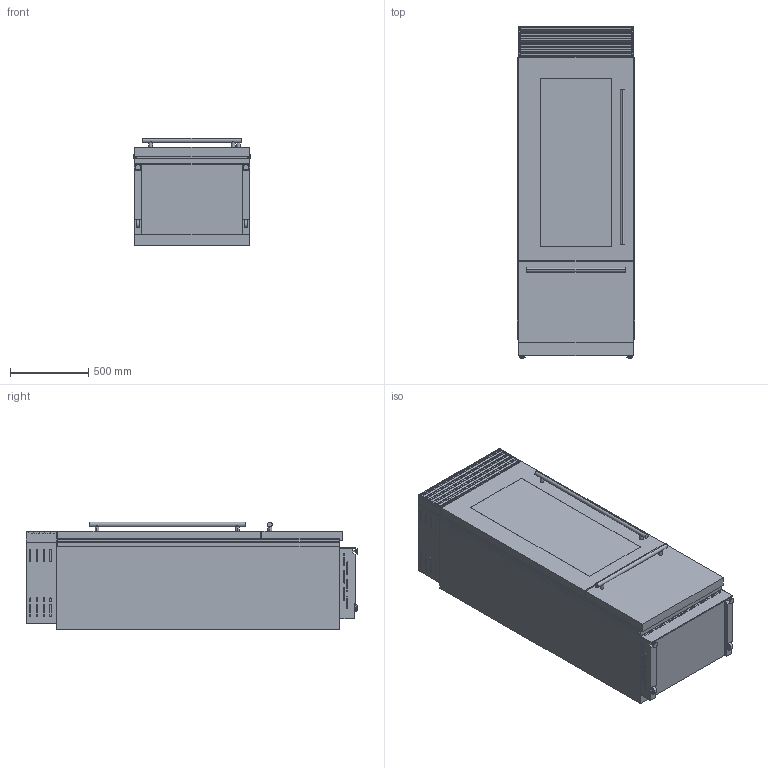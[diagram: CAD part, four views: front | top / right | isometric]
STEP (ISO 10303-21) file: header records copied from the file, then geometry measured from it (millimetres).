
FILE_DESCRIPTION (( 'STEP AP214' ), '1' );
FILE_NAME ('XS_749_0T_WT_6.STEP', '2017-07-07T08:25:58', ( '' ), ( '' ), 'SwSTEP 2.0', 'SolidWorks 2013', '' );
FILE_SCHEMA (( 'AUTOMOTIVE_DESIGN' ));
Length unit declared in the file: millimetre
Products named in the file (1): XS_749_0T_WT_6
Bounding box: 749 x 2120 x 688 mm (x, y, z)
Volume: 924934754.1 mm3; surface area: 11594493.3 mm2
Topology: 8 solids, 8 shells, 537 faces, 1409 edges, 926 vertices
Faces by surface type: plane 322, cylinder 199, torus 12, cone 4
Entity records: 17092 total; most frequent: CARTESIAN_POINT 3291, DIRECTION 2891, ORIENTED_EDGE 2818, EDGE_CURVE 1409, VECTOR 979, LINE 979, AXIS2_PLACEMENT_3D 956, VERTEX_POINT 926
